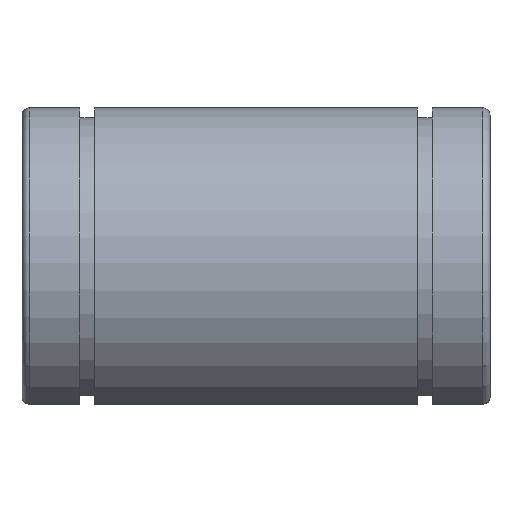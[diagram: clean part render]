
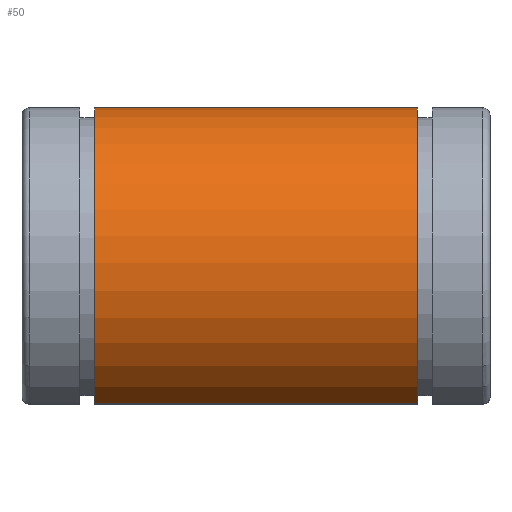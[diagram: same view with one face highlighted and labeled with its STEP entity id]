
A CAD part, top view. The second image highlights one B-rep face of the part: STEP entity #50.
In plain terms, the highlighted cylindrical face has radius 20 mm (diameter 40 mm), a partial arc.
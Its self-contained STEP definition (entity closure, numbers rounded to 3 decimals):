
#50 = ADVANCED_FACE( '', ( #111, #112 ), #113, .T. );
#111 = FACE_OUTER_BOUND( '', #180, .T. );
#112 = FACE_BOUND( '', #181, .T. );
#113 = CYLINDRICAL_SURFACE( '', #182, 20. );
#180 = EDGE_LOOP( '', ( #255, #256, #257, #258 ) );
#181 = EDGE_LOOP( '', ( #259 ) );
#182 = AXIS2_PLACEMENT_3D( '', #260, #261, #262 );
#255 = ORIENTED_EDGE( '', *, *, #425, .T. );
#256 = ORIENTED_EDGE( '', *, *, #426, .T. );
#257 = ORIENTED_EDGE( '', *, *, #427, .F. );
#258 = ORIENTED_EDGE( '', *, *, #428, .T. );
#259 = ORIENTED_EDGE( '', *, *, #422, .T. );
#260 = CARTESIAN_POINT( '', ( 58., 0., 0. ) );
#261 = DIRECTION( '', ( -1., 0., 0. ) );
#262 = DIRECTION( '', ( 0., 0., -1. ) );
#422 = EDGE_CURVE( '', #498, #498, #499, .T. );
#425 = EDGE_CURVE( '', #503, #504, #505, .T. );
#426 = EDGE_CURVE( '', #504, #506, #507, .T. );
#427 = EDGE_CURVE( '', #508, #506, #509, .T. );
#428 = EDGE_CURVE( '', #508, #503, #510, .F. );
#498 = VERTEX_POINT( '', #620 );
#499 = B_SPLINE_CURVE_WITH_KNOTS( '', 3, ( #621, #622, #623, #624, #625, #626, #627, #628, #629, #630, #631, #632, #633, #634, #635, #636, #637, #638, #639, #640, #641, #642, #643, #644, #645, #646, #647, #648, #649, #650, #651, #652, #653, #654, #655, #656, #657, #658, #659, #660, #661, #662, #663, #664, #665, #666, #667, #668, #669, #670 ), .UNSPECIFIED., .T., .F., ( 2, 2, 2, 2, 2, 2, 2, 2, 2, 2, 2, 2, 2, 2, 2, 2, 2, 2, 2, 2, 2, 2, 2, 2, 2, 2, 2 ), ( -0.001, 0., 0., 0.001, 0.001, 0.001, 0.002, 0.002, 0.003, 0.003, 0.003, 0.004, 0.004, 0.004, 0.005, 0.005, 0.006, 0.006, 0.006, 0.007, 0.007, 0.008, 0.008, 0.008, 0.009, 0.009, 0.01 ), .UNSPECIFIED. );
#503 = VERTEX_POINT( '', #674 );
#504 = VERTEX_POINT( '', #675 );
#505 = CIRCLE( '', #676, 20. );
#506 = VERTEX_POINT( '', #677 );
#507 = LINE( '', #678, #679 );
#508 = VERTEX_POINT( '', #680 );
#509 = CIRCLE( '', #681, 20. );
#510 = LINE( '', #682, #683 );
#620 = CARTESIAN_POINT( '', ( 27.5, -1.5, -19.944 ) );
#621 = CARTESIAN_POINT( '', ( 27.5, -1.302, -19.959 ) );
#622 = CARTESIAN_POINT( '', ( 27.5, -1.599, -19.936 ) );
#623 = CARTESIAN_POINT( '', ( 27.51, -1.696, -19.928 ) );
#624 = CARTESIAN_POINT( '', ( 27.548, -1.888, -19.911 ) );
#625 = CARTESIAN_POINT( '', ( 27.576, -1.983, -19.902 ) );
#626 = CARTESIAN_POINT( '', ( 27.651, -2.164, -19.883 ) );
#627 = CARTESIAN_POINT( '', ( 27.697, -2.25, -19.873 ) );
#628 = CARTESIAN_POINT( '', ( 27.805, -2.412, -19.854 ) );
#629 = CARTESIAN_POINT( '', ( 27.868, -2.49, -19.845 ) );
#630 = CARTESIAN_POINT( '', ( 28.075, -2.697, -19.818 ) );
#631 = CARTESIAN_POINT( '', ( 28.242, -2.809, -19.802 ) );
#632 = CARTESIAN_POINT( '', ( 28.603, -2.96, -19.78 ) );
#633 = CARTESIAN_POINT( '', ( 28.8, -2.999, -19.774 ) );
#634 = CARTESIAN_POINT( '', ( 29.094, -3., -19.774 ) );
#635 = CARTESIAN_POINT( '', ( 29.194, -2.991, -19.775 ) );
#636 = CARTESIAN_POINT( '', ( 29.386, -2.953, -19.781 ) );
#637 = CARTESIAN_POINT( '', ( 29.48, -2.924, -19.785 ) );
#638 = CARTESIAN_POINT( '', ( 29.662, -2.85, -19.796 ) );
#639 = CARTESIAN_POINT( '', ( 29.75, -2.803, -19.803 ) );
#640 = CARTESIAN_POINT( '', ( 29.912, -2.695, -19.818 ) );
#641 = CARTESIAN_POINT( '', ( 29.988, -2.633, -19.826 ) );
#642 = CARTESIAN_POINT( '', ( 30.198, -2.424, -19.853 ) );
#643 = CARTESIAN_POINT( '', ( 30.308, -2.259, -19.873 ) );
#644 = CARTESIAN_POINT( '', ( 30.422, -1.988, -19.901 ) );
#645 = CARTESIAN_POINT( '', ( 30.45, -1.895, -19.91 ) );
#646 = CARTESIAN_POINT( '', ( 30.489, -1.703, -19.928 ) );
#647 = CARTESIAN_POINT( '', ( 30.5, -1.604, -19.936 ) );
#648 = CARTESIAN_POINT( '', ( 30.501, -1.311, -19.958 ) );
#649 = CARTESIAN_POINT( '', ( 30.462, -1.113, -19.97 ) );
#650 = CARTESIAN_POINT( '', ( 30.314, -0.751, -19.987 ) );
#651 = CARTESIAN_POINT( '', ( 30.203, -0.583, -19.992 ) );
#652 = CARTESIAN_POINT( '', ( 29.996, -0.374, -19.997 ) );
#653 = CARTESIAN_POINT( '', ( 29.919, -0.311, -19.998 ) );
#654 = CARTESIAN_POINT( '', ( 29.756, -0.201, -19.999 ) );
#655 = CARTESIAN_POINT( '', ( 29.67, -0.154, -19.999 ) );
#656 = CARTESIAN_POINT( '', ( 29.489, -0.078, -20. ) );
#657 = CARTESIAN_POINT( '', ( 29.393, -0.049, -20. ) );
#658 = CARTESIAN_POINT( '', ( 29.201, -0.01, -20. ) );
#659 = CARTESIAN_POINT( '', ( 29.104, 0., -20. ) );
#660 = CARTESIAN_POINT( '', ( 28.806, 0.001, -20. ) );
#661 = CARTESIAN_POINT( '', ( 28.611, -0.038, -20. ) );
#662 = CARTESIAN_POINT( '', ( 28.337, -0.151, -19.999 ) );
#663 = CARTESIAN_POINT( '', ( 28.251, -0.197, -19.999 ) );
#664 = CARTESIAN_POINT( '', ( 28.088, -0.305, -19.998 ) );
#665 = CARTESIAN_POINT( '', ( 28.01, -0.369, -19.997 ) );
#666 = CARTESIAN_POINT( '', ( 27.802, -0.576, -19.992 ) );
#667 = CARTESIAN_POINT( '', ( 27.69, -0.744, -19.987 ) );
#668 = CARTESIAN_POINT( '', ( 27.54, -1.105, -19.97 ) );
#669 = CARTESIAN_POINT( '', ( 27.5, -1.302, -19.959 ) );
#670 = CARTESIAN_POINT( '', ( 27.5, -1.599, -19.936 ) );
#674 = CARTESIAN_POINT( '', ( 9., -16.73, -10.96 ) );
#675 = CARTESIAN_POINT( '', ( 9., -16.73, 10.96 ) );
#676 = AXIS2_PLACEMENT_3D( '', #841, #842, #843 );
#677 = CARTESIAN_POINT( '', ( 49., -16.73, 10.96 ) );
#678 = CARTESIAN_POINT( '', ( 58., -16.73, 10.96 ) );
#679 = VECTOR( '', #844, 1000. );
#680 = CARTESIAN_POINT( '', ( 49., -16.73, -10.96 ) );
#681 = AXIS2_PLACEMENT_3D( '', #845, #846, #847 );
#682 = CARTESIAN_POINT( '', ( 58., -16.73, -10.96 ) );
#683 = VECTOR( '', #848, 1000. );
#841 = CARTESIAN_POINT( '', ( 9., 0., 0. ) );
#842 = DIRECTION( '', ( 1., 0., 0. ) );
#843 = DIRECTION( '', ( 0., 0., -1. ) );
#844 = DIRECTION( '', ( 1., 0., 0. ) );
#845 = CARTESIAN_POINT( '', ( 49., 0., 0. ) );
#846 = DIRECTION( '', ( 1., 0., 0. ) );
#847 = DIRECTION( '', ( 0., 0., -1. ) );
#848 = DIRECTION( '', ( 1., 0., 0. ) );
